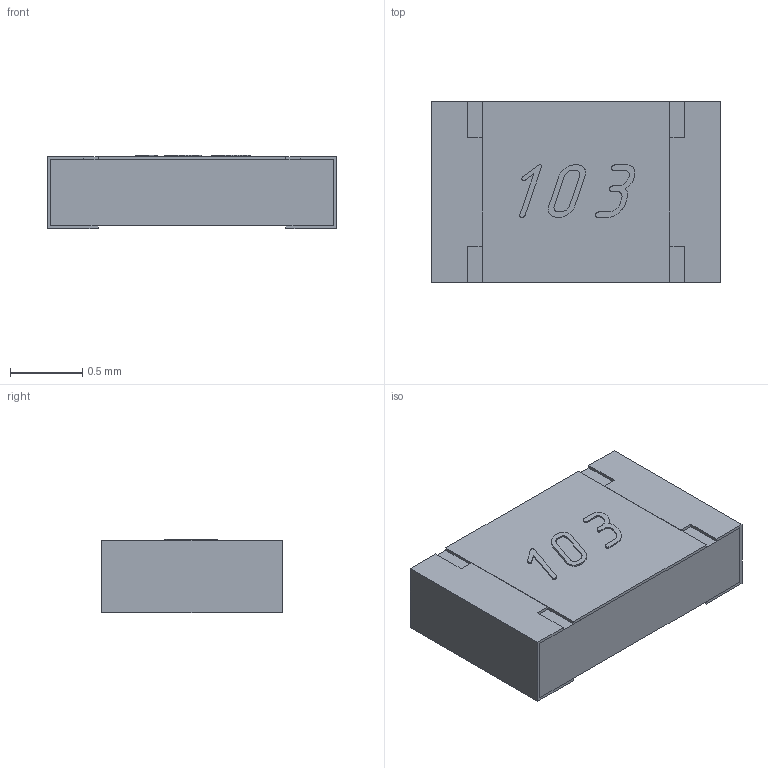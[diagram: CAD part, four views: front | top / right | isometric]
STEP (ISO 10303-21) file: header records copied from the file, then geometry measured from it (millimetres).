
FILE_DESCRIPTION(('STEP AP242'), '1');
FILE_NAME('RES_SMD_0805_10k', '', ('UNSPECIFIED'), ('UNSPECIFIED'), 'C3D Converter', 'C3D Toolkit', '');
FILE_SCHEMA(('AP242_MANAGED_MODEL_BASED_3D_ENGINEERING_MIM_LF { 1 0 10303 442 1 1 4 }'));
Length unit declared in the file: millimetre
Bounding box: 2 x 1.25 x 0.51 mm (x, y, z)
Volume: 1.2 mm3; surface area: 8.3 mm2
Topology: 1 solids, 1 shells, 126 faces, 348 edges, 228 vertices
Faces by surface type: plane 70, extrusion 56
Entity records: 5071 total; most frequent: CARTESIAN_POINT 1039, ORIENTED_EDGE 696, DIRECTION 434, EDGE_CURVE 348, VECTOR 292, LINE 236, VERTEX_POINT 228, B_SPLINE_CURVE_WITH_KNOTS 168
